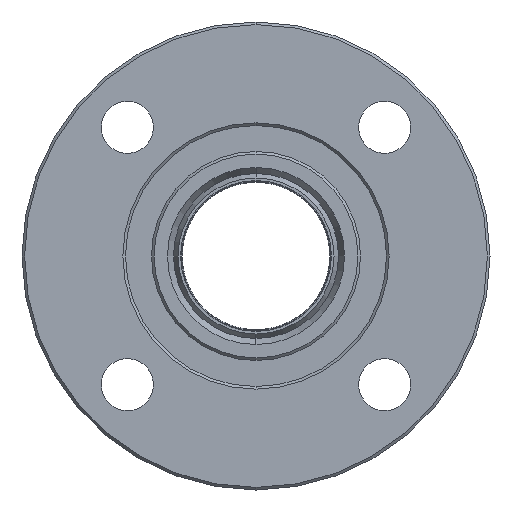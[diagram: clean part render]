
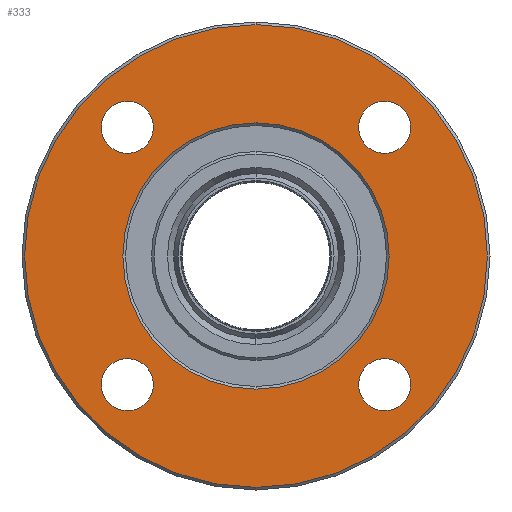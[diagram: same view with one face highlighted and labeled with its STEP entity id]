
A CAD part, left-side view. The second image highlights one B-rep face of the part: STEP entity #333.
In plain terms, the highlighted planar face has unit normal (-1, 0, 0).
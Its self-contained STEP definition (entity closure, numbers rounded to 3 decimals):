
#333=ADVANCED_FACE('',(#2296,#2297,#2298,#2299,#2300,#2301),#2295,.T.);
#2295=PLANE('',#6316);
#2296=FACE_OUTER_BOUND('',#6317,.T.);
#2297=FACE_BOUND('',#6318,.T.);
#2298=FACE_BOUND('',#6319,.T.);
#2299=FACE_BOUND('',#6320,.T.);
#2300=FACE_BOUND('',#6321,.T.);
#2301=FACE_BOUND('',#6322,.T.);
#6313=CARTESIAN_POINT('',(-32.5,-87.076,-99.));
#6314=DIRECTION('',(-1.,0.,0.));
#6315=DIRECTION('',(0.,0.,1.));
#6316=AXIS2_PLACEMENT_3D('',#6313,#6314,#6315);
#6317=EDGE_LOOP('',(#7569,#7570));
#6318=EDGE_LOOP('',(#7571,#7572));
#6319=EDGE_LOOP('',(#7573,#7574));
#6320=EDGE_LOOP('',(#7575,#7576));
#6321=EDGE_LOOP('',(#7577,#7578));
#6322=EDGE_LOOP('',(#7579,#7580));
#7569=ORIENTED_EDGE('',*,*,#8205,.T.);
#7570=ORIENTED_EDGE('',*,*,#8206,.T.);
#7571=ORIENTED_EDGE('',*,*,#8207,.T.);
#7572=ORIENTED_EDGE('',*,*,#8208,.T.);
#7573=ORIENTED_EDGE('',*,*,#8209,.T.);
#7574=ORIENTED_EDGE('',*,*,#8210,.T.);
#7575=ORIENTED_EDGE('',*,*,#8211,.T.);
#7576=ORIENTED_EDGE('',*,*,#8212,.T.);
#7577=ORIENTED_EDGE('',*,*,#8213,.T.);
#7578=ORIENTED_EDGE('',*,*,#8214,.T.);
#7579=ORIENTED_EDGE('',*,*,#8215,.F.);
#7580=ORIENTED_EDGE('',*,*,#8216,.F.);
#8205=EDGE_CURVE('',#10861,#10862,#10863,.T.);
#8206=EDGE_CURVE('',#10862,#10861,#10869,.T.);
#8207=EDGE_CURVE('',#10875,#10876,#10877,.T.);
#8208=EDGE_CURVE('',#10876,#10875,#10883,.T.);
#8209=EDGE_CURVE('',#10889,#10890,#10891,.T.);
#8210=EDGE_CURVE('',#10890,#10889,#10897,.T.);
#8211=EDGE_CURVE('',#10903,#10904,#10905,.T.);
#8212=EDGE_CURVE('',#10904,#10903,#10911,.T.);
#8213=EDGE_CURVE('',#10917,#10918,#10919,.T.);
#8214=EDGE_CURVE('',#10918,#10917,#10925,.T.);
#8215=EDGE_CURVE('',#10931,#10932,#10933,.T.);
#8216=EDGE_CURVE('',#10932,#10931,#10939,.T.);
#10861=VERTEX_POINT('',#13509);
#10862=VERTEX_POINT('',#13510);
#10863=CIRCLE('',#13514,44.5);
#10869=CIRCLE('',#13518,44.5);
#10875=VERTEX_POINT('',#13519);
#10876=VERTEX_POINT('',#13520);
#10877=CIRCLE('',#13524,5.);
#10883=CIRCLE('',#13528,5.);
#10889=VERTEX_POINT('',#13529);
#10890=VERTEX_POINT('',#13530);
#10891=CIRCLE('',#13534,5.);
#10897=CIRCLE('',#13538,5.);
#10903=VERTEX_POINT('',#13539);
#10904=VERTEX_POINT('',#13540);
#10905=CIRCLE('',#13544,5.);
#10911=CIRCLE('',#13548,5.);
#10917=VERTEX_POINT('',#13549);
#10918=VERTEX_POINT('',#13550);
#10919=CIRCLE('',#13554,5.);
#10925=CIRCLE('',#13558,5.);
#10931=VERTEX_POINT('',#13559);
#10932=VERTEX_POINT('',#13560);
#10933=CIRCLE('',#13564,25.6);
#10939=CIRCLE('',#13568,25.6);
#13509=CARTESIAN_POINT('',(-32.5,0.,44.5));
#13510=CARTESIAN_POINT('',(-32.5,0.,-44.5));
#13511=CARTESIAN_POINT('',(-32.5,0.,0.));
#13512=DIRECTION('',(-1.,0.,0.));
#13513=DIRECTION('',(0.,0.,1.));
#13514=AXIS2_PLACEMENT_3D('',#13511,#13512,#13513);
#13515=CARTESIAN_POINT('',(-32.5,0.,0.));
#13516=DIRECTION('',(-1.,0.,0.));
#13517=DIRECTION('',(0.,0.,1.));
#13518=AXIS2_PLACEMENT_3D('',#13515,#13516,#13517);
#13519=CARTESIAN_POINT('',(-32.5,24.749,29.749));
#13520=CARTESIAN_POINT('',(-32.5,24.749,19.749));
#13521=CARTESIAN_POINT('',(-32.5,24.749,24.749));
#13522=DIRECTION('',(1.,0.,0.));
#13523=DIRECTION('',(0.,0.,1.));
#13524=AXIS2_PLACEMENT_3D('',#13521,#13522,#13523);
#13525=CARTESIAN_POINT('',(-32.5,24.749,24.749));
#13526=DIRECTION('',(1.,0.,0.));
#13527=DIRECTION('',(0.,0.,1.));
#13528=AXIS2_PLACEMENT_3D('',#13525,#13526,#13527);
#13529=CARTESIAN_POINT('',(-32.5,24.749,-19.749));
#13530=CARTESIAN_POINT('',(-32.5,24.749,-29.749));
#13531=CARTESIAN_POINT('',(-32.5,24.749,-24.749));
#13532=DIRECTION('',(1.,0.,0.));
#13533=DIRECTION('',(0.,0.,1.));
#13534=AXIS2_PLACEMENT_3D('',#13531,#13532,#13533);
#13535=CARTESIAN_POINT('',(-32.5,24.749,-24.749));
#13536=DIRECTION('',(1.,0.,0.));
#13537=DIRECTION('',(0.,0.,1.));
#13538=AXIS2_PLACEMENT_3D('',#13535,#13536,#13537);
#13539=CARTESIAN_POINT('',(-32.5,-24.749,-19.749));
#13540=CARTESIAN_POINT('',(-32.5,-24.749,-29.749));
#13541=CARTESIAN_POINT('',(-32.5,-24.749,-24.749));
#13542=DIRECTION('',(1.,0.,0.));
#13543=DIRECTION('',(0.,0.,1.));
#13544=AXIS2_PLACEMENT_3D('',#13541,#13542,#13543);
#13545=CARTESIAN_POINT('',(-32.5,-24.749,-24.749));
#13546=DIRECTION('',(1.,0.,0.));
#13547=DIRECTION('',(0.,0.,1.));
#13548=AXIS2_PLACEMENT_3D('',#13545,#13546,#13547);
#13549=CARTESIAN_POINT('',(-32.5,-24.749,29.749));
#13550=CARTESIAN_POINT('',(-32.5,-24.749,19.749));
#13551=CARTESIAN_POINT('',(-32.5,-24.749,24.749));
#13552=DIRECTION('',(1.,0.,0.));
#13553=DIRECTION('',(0.,0.,1.));
#13554=AXIS2_PLACEMENT_3D('',#13551,#13552,#13553);
#13555=CARTESIAN_POINT('',(-32.5,-24.749,24.749));
#13556=DIRECTION('',(1.,0.,0.));
#13557=DIRECTION('',(0.,0.,1.));
#13558=AXIS2_PLACEMENT_3D('',#13555,#13556,#13557);
#13559=CARTESIAN_POINT('',(-32.5,0.,-25.6));
#13560=CARTESIAN_POINT('',(-32.5,0.,25.6));
#13561=CARTESIAN_POINT('',(-32.5,0.,0.));
#13562=DIRECTION('',(-1.,0.,0.));
#13563=DIRECTION('',(0.,0.,1.));
#13564=AXIS2_PLACEMENT_3D('',#13561,#13562,#13563);
#13565=CARTESIAN_POINT('',(-32.5,0.,0.));
#13566=DIRECTION('',(-1.,0.,0.));
#13567=DIRECTION('',(0.,0.,1.));
#13568=AXIS2_PLACEMENT_3D('',#13565,#13566,#13567);
